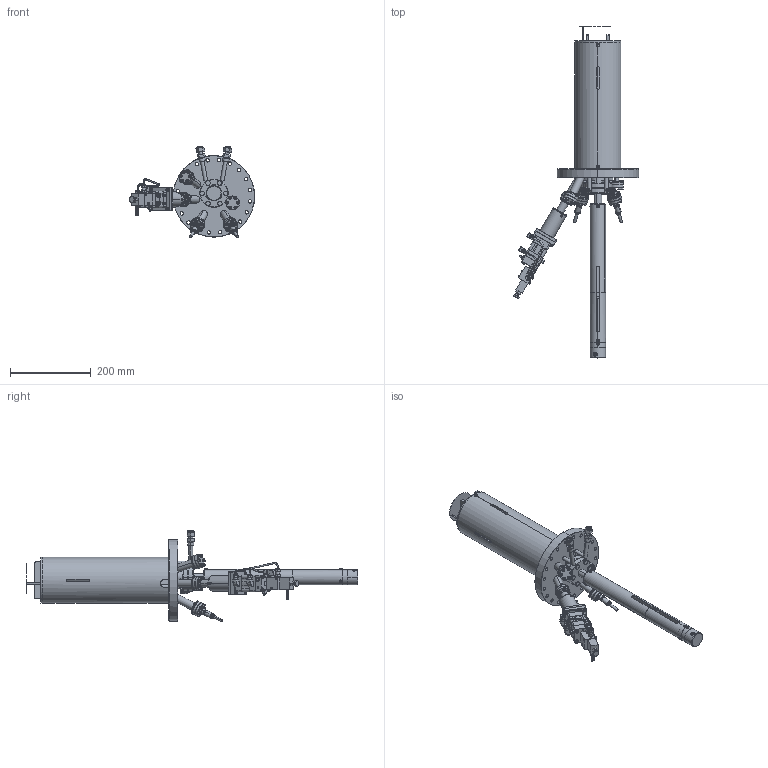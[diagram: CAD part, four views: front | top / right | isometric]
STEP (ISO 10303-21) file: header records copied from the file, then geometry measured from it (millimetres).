
FILE_DESCRIPTION (( 'STEP AP214' ), '1' );
FILE_NAME ('HCRF-06100_FM800.STEP', '2020-07-24T15:34:49', ( 'admin' ), ( 'Microsoft' ), 'SwSTEP 2.0', 'SolidWorks 2016', '' );
FILE_SCHEMA (( 'AUTOMOTIVE_DESIGN' ));
Length unit declared in the file: inch
Products named in the file (1): HCRF-06100_FM800
Bounding box: 311.29 x 823.71 x 227.75 mm (x, y, z)
Surface area: 648661.1 mm2 (no closed solid volume)
Topology: 0 solids, 276 shells, 1587 faces, 5087 edges, 3613 vertices
Faces by surface type: plane 709, cylinder 457, cone 371, torus 30, bspline 20
Entity records: 81306 total; most frequent: CARTESIAN_POINT 16408, DIRECTION 9562, ORIENTED_EDGE 7613, EDGE_CURVE 5025, VERTEX_POINT 3613, AXIS2_PLACEMENT_3D 3551, VECTOR 2460, LINE 2460
